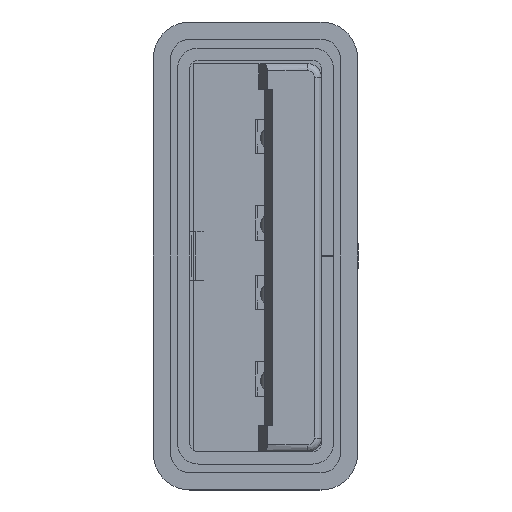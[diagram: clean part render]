
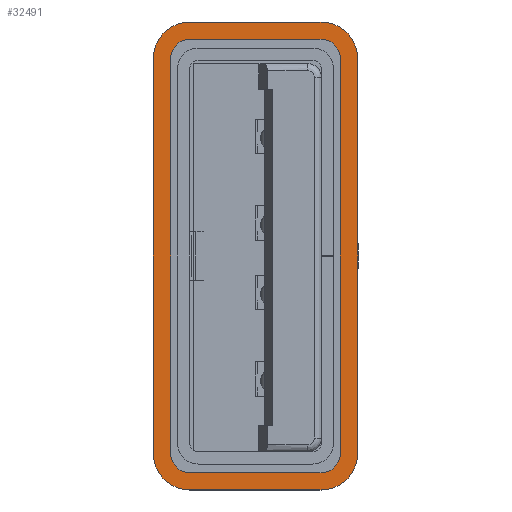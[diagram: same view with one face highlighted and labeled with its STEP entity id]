
A CAD part, left-side view. The second image highlights one B-rep face of the part: STEP entity #32491.
In plain terms, the highlighted face is planar.
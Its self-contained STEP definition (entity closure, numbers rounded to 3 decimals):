
#33 = ORIENTED_EDGE ( 'NONE', *, *, #13403, .T. ) ;
#282 = CARTESIAN_POINT ( 'NONE',  ( 6.25, 1.89, 0. ) ) ;
#443 = VERTEX_POINT ( 'NONE', #29657 ) ;
#680 = DIRECTION ( 'NONE',  ( 0., 0., 1. ) ) ;
#760 = DIRECTION ( 'NONE',  ( -1., 0., 0. ) ) ;
#940 = LINE ( 'NONE', #5332, #30363 ) ;
#955 = AXIS2_PLACEMENT_3D ( 'NONE', #18682, #971, #3140 ) ;
#971 = DIRECTION ( 'NONE',  ( 0., 0., 1. ) ) ;
#997 = CARTESIAN_POINT ( 'NONE',  ( -5.69, -2.95, 0. ) ) ;
#1309 = ORIENTED_EDGE ( 'NONE', *, *, #2052, .T. ) ;
#2052 = EDGE_CURVE ( 'NONE', #7185, #3372, #30054, .T. ) ;
#2188 = VERTEX_POINT ( 'NONE', #7689 ) ;
#2591 = ORIENTED_EDGE ( 'NONE', *, *, #25481, .F. ) ;
#3140 = DIRECTION ( 'NONE',  ( 1., 0., 0. ) ) ;
#3372 = VERTEX_POINT ( 'NONE', #13971 ) ;
#3675 = VECTOR ( 'NONE', #15160, 1000. ) ;
#4042 = EDGE_LOOP ( 'NONE', ( #2591, #17908, #29794, #16844, #11276, #22665, #17704, #4052 ) ) ;
#4052 = ORIENTED_EDGE ( 'NONE', *, *, #4086, .F. ) ;
#4086 = EDGE_CURVE ( 'NONE', #23624, #30324, #18031, .T. ) ;
#4145 = EDGE_CURVE ( 'NONE', #8239, #443, #7627, .T. ) ;
#4149 = DIRECTION ( 'NONE',  ( 0., 1., 0. ) ) ;
#4174 = VERTEX_POINT ( 'NONE', #11405 ) ;
#4347 = CARTESIAN_POINT ( 'NONE',  ( -6.75, 1.89, 0. ) ) ;
#4607 = ORIENTED_EDGE ( 'NONE', *, *, #4145, .T. ) ;
#4686 = CARTESIAN_POINT ( 'NONE',  ( -5.69, -1.89, 0. ) ) ;
#4756 = DIRECTION ( 'NONE',  ( 1., 0., 0. ) ) ;
#5332 = CARTESIAN_POINT ( 'NONE',  ( -5.69, 2.45, 0. ) ) ;
#5389 = DIRECTION ( 'NONE',  ( 1., 0., 0. ) ) ;
#5422 = AXIS2_PLACEMENT_3D ( 'NONE', #5710, #25104, #31687 ) ;
#5592 = EDGE_CURVE ( 'NONE', #20523, #30289, #13144, .T. ) ;
#5710 = CARTESIAN_POINT ( 'NONE',  ( -5.69, -1.89, 0. ) ) ;
#5798 = DIRECTION ( 'NONE',  ( 0., 0., 1. ) ) ;
#6228 = CARTESIAN_POINT ( 'NONE',  ( 5.69, -1.89, 0. ) ) ;
#6370 = CIRCLE ( 'NONE', #18234, 0.56 ) ;
#6579 = EDGE_CURVE ( 'NONE', #29134, #18273, #30122, .T. ) ;
#7185 = VERTEX_POINT ( 'NONE', #14752 ) ;
#7627 = LINE ( 'NONE', #997, #27765 ) ;
#7689 = CARTESIAN_POINT ( 'NONE',  ( -5.69, 2.45, 0. ) ) ;
#7953 = DIRECTION ( 'NONE',  ( -1., 0., 0. ) ) ;
#8239 = VERTEX_POINT ( 'NONE', #33933 ) ;
#8589 = CARTESIAN_POINT ( 'NONE',  ( 5.69, 2.45, 0. ) ) ;
#8685 = VECTOR ( 'NONE', #760, 1000. ) ;
#9027 = ORIENTED_EDGE ( 'NONE', *, *, #13631, .T. ) ;
#9198 = AXIS2_PLACEMENT_3D ( 'NONE', #16876, #680, #14491 ) ;
#9501 = VECTOR ( 'NONE', #4149, 1000. ) ;
#10152 = ORIENTED_EDGE ( 'NONE', *, *, #30438, .T. ) ;
#10164 = LINE ( 'NONE', #24585, #3675 ) ;
#10212 = CARTESIAN_POINT ( 'NONE',  ( 5.69, 1.89, 0. ) ) ;
#10969 = VERTEX_POINT ( 'NONE', #16220 ) ;
#11276 = ORIENTED_EDGE ( 'NONE', *, *, #21233, .F. ) ;
#11344 = FACE_BOUND ( 'NONE', #4042, .T. ) ;
#11405 = CARTESIAN_POINT ( 'NONE',  ( -6.75, 1.89, 0. ) ) ;
#11641 = VECTOR ( 'NONE', #29943, 1000. ) ;
#12349 = ORIENTED_EDGE ( 'NONE', *, *, #27684, .T. ) ;
#12391 = EDGE_CURVE ( 'NONE', #30324, #29134, #18383, .T. ) ;
#12988 = CARTESIAN_POINT ( 'NONE',  ( 6.75, 1.89, 0. ) ) ;
#13144 = CIRCLE ( 'NONE', #31963, 0.56 ) ;
#13403 = EDGE_CURVE ( 'NONE', #3372, #22640, #25636, .T. ) ;
#13411 = CIRCLE ( 'NONE', #29269, 1.06 ) ;
#13438 = ORIENTED_EDGE ( 'NONE', *, *, #24348, .T. ) ;
#13631 = EDGE_CURVE ( 'NONE', #22640, #4174, #26988, .T. ) ;
#13816 = CARTESIAN_POINT ( 'NONE',  ( 6.75, -1.89, 0. ) ) ;
#13971 = CARTESIAN_POINT ( 'NONE',  ( 5.69, 2.95, 0. ) ) ;
#14087 = CARTESIAN_POINT ( 'NONE',  ( -6.75, -1.89, 0. ) ) ;
#14491 = DIRECTION ( 'NONE',  ( -1., 0., 0. ) ) ;
#14752 = CARTESIAN_POINT ( 'NONE',  ( 6.75, 1.89, 0. ) ) ;
#14851 = LINE ( 'NONE', #4347, #21102 ) ;
#15160 = DIRECTION ( 'NONE',  ( 0., -1., 0. ) ) ;
#15231 = LINE ( 'NONE', #12988, #9501 ) ;
#15268 = AXIS2_PLACEMENT_3D ( 'NONE', #19849, #17159, #33157 ) ;
#15635 = CIRCLE ( 'NONE', #5422, 1.06 ) ;
#15763 = FACE_OUTER_BOUND ( 'NONE', #30688, .T. ) ;
#15971 = DIRECTION ( 'NONE',  ( 0., -1., 0. ) ) ;
#16213 = VECTOR ( 'NONE', #18056, 1000. ) ;
#16220 = CARTESIAN_POINT ( 'NONE',  ( -6.25, 1.89, 0. ) ) ;
#16844 = ORIENTED_EDGE ( 'NONE', *, *, #26597, .F. ) ;
#16876 = CARTESIAN_POINT ( 'NONE',  ( 5.69, 1.89, 0. ) ) ;
#16879 = PLANE ( 'NONE',  #27709 ) ;
#16890 = CARTESIAN_POINT ( 'NONE',  ( 6.25, -1.89, 0. ) ) ;
#16999 = DIRECTION ( 'NONE',  ( -1., 0., 0. ) ) ;
#17027 = DIRECTION ( 'NONE',  ( 0., 0., 1. ) ) ;
#17159 = DIRECTION ( 'NONE',  ( 0., 0., 1. ) ) ;
#17573 = DIRECTION ( 'NONE',  ( 1., 0., 0. ) ) ;
#17704 = ORIENTED_EDGE ( 'NONE', *, *, #12391, .F. ) ;
#17908 = ORIENTED_EDGE ( 'NONE', *, *, #5592, .F. ) ;
#18031 = CIRCLE ( 'NONE', #24188, 0.56 ) ;
#18056 = DIRECTION ( 'NONE',  ( 1., 0., 0. ) ) ;
#18171 = VERTEX_POINT ( 'NONE', #14087 ) ;
#18205 = ORIENTED_EDGE ( 'NONE', *, *, #32336, .T. ) ;
#18234 = AXIS2_PLACEMENT_3D ( 'NONE', #30181, #19722, #4756 ) ;
#18273 = VERTEX_POINT ( 'NONE', #8589 ) ;
#18383 = LINE ( 'NONE', #21138, #11641 ) ;
#18682 = CARTESIAN_POINT ( 'NONE',  ( -5.69, 1.89, 0. ) ) ;
#19638 = CARTESIAN_POINT ( 'NONE',  ( -6.25, -1.89, 0. ) ) ;
#19722 = DIRECTION ( 'NONE',  ( 0., 0., 1. ) ) ;
#19849 = CARTESIAN_POINT ( 'NONE',  ( 5.69, 1.89, 0. ) ) ;
#20523 = VERTEX_POINT ( 'NONE', #19638 ) ;
#21102 = VECTOR ( 'NONE', #15971, 1000. ) ;
#21138 = CARTESIAN_POINT ( 'NONE',  ( 6.25, 1.89, 0. ) ) ;
#21233 = EDGE_CURVE ( 'NONE', #18273, #2188, #940, .T. ) ;
#21819 = CARTESIAN_POINT ( 'NONE',  ( 5.69, -2.45, 0. ) ) ;
#22640 = VERTEX_POINT ( 'NONE', #33867 ) ;
#22665 = ORIENTED_EDGE ( 'NONE', *, *, #6579, .F. ) ;
#22913 = DIRECTION ( 'NONE',  ( 0., 0., -1. ) ) ;
#23624 = VERTEX_POINT ( 'NONE', #21819 ) ;
#24188 = AXIS2_PLACEMENT_3D ( 'NONE', #28589, #17027, #17573 ) ;
#24348 = EDGE_CURVE ( 'NONE', #4174, #18171, #14851, .T. ) ;
#24585 = CARTESIAN_POINT ( 'NONE',  ( -6.25, 1.89, 0. ) ) ;
#25104 = DIRECTION ( 'NONE',  ( 0., 0., 1. ) ) ;
#25109 = CARTESIAN_POINT ( 'NONE',  ( -5.69, 2.95, 0. ) ) ;
#25481 = EDGE_CURVE ( 'NONE', #30289, #23624, #34039, .T. ) ;
#25636 = LINE ( 'NONE', #25109, #8685 ) ;
#26597 = EDGE_CURVE ( 'NONE', #2188, #10969, #6370, .T. ) ;
#26988 = CIRCLE ( 'NONE', #955, 1.06 ) ;
#27684 = EDGE_CURVE ( 'NONE', #31826, #7185, #15231, .T. ) ;
#27709 = AXIS2_PLACEMENT_3D ( 'NONE', #10212, #22913, #7953 ) ;
#27765 = VECTOR ( 'NONE', #5389, 1000. ) ;
#28329 = DIRECTION ( 'NONE',  ( 0., 0., 1. ) ) ;
#28589 = CARTESIAN_POINT ( 'NONE',  ( 5.69, -1.89, 0. ) ) ;
#29134 = VERTEX_POINT ( 'NONE', #282 ) ;
#29269 = AXIS2_PLACEMENT_3D ( 'NONE', #6228, #28329, #32740 ) ;
#29657 = CARTESIAN_POINT ( 'NONE',  ( 5.69, -2.95, 0. ) ) ;
#29794 = ORIENTED_EDGE ( 'NONE', *, *, #30493, .F. ) ;
#29943 = DIRECTION ( 'NONE',  ( 0., 1., 0. ) ) ;
#30054 = CIRCLE ( 'NONE', #15268, 1.06 ) ;
#30122 = CIRCLE ( 'NONE', #9198, 0.56 ) ;
#30181 = CARTESIAN_POINT ( 'NONE',  ( -5.69, 1.89, 0. ) ) ;
#30289 = VERTEX_POINT ( 'NONE', #30624 ) ;
#30324 = VERTEX_POINT ( 'NONE', #16890 ) ;
#30363 = VECTOR ( 'NONE', #16999, 1000. ) ;
#30438 = EDGE_CURVE ( 'NONE', #443, #31826, #13411, .T. ) ;
#30493 = EDGE_CURVE ( 'NONE', #10969, #20523, #10164, .T. ) ;
#30624 = CARTESIAN_POINT ( 'NONE',  ( -5.69, -2.45, 0. ) ) ;
#30688 = EDGE_LOOP ( 'NONE', ( #1309, #33, #9027, #13438, #18205, #4607, #10152, #12349 ) ) ;
#31687 = DIRECTION ( 'NONE',  ( 1., 0., 0. ) ) ;
#31826 = VERTEX_POINT ( 'NONE', #13816 ) ;
#31963 = AXIS2_PLACEMENT_3D ( 'NONE', #4686, #5798, #33969 ) ;
#32336 = EDGE_CURVE ( 'NONE', #18171, #8239, #15635, .T. ) ;
#32491 = ADVANCED_FACE ( 'NONE', ( #11344, #15763 ), #16879, .F. ) ;
#32740 = DIRECTION ( 'NONE',  ( 1., 0., 0. ) ) ;
#33157 = DIRECTION ( 'NONE',  ( -1., 0., 0. ) ) ;
#33497 = CARTESIAN_POINT ( 'NONE',  ( -5.69, -2.45, 0. ) ) ;
#33867 = CARTESIAN_POINT ( 'NONE',  ( -5.69, 2.95, 0. ) ) ;
#33933 = CARTESIAN_POINT ( 'NONE',  ( -5.69, -2.95, 0. ) ) ;
#33969 = DIRECTION ( 'NONE',  ( 1., 0., 0. ) ) ;
#34039 = LINE ( 'NONE', #33497, #16213 ) ;
